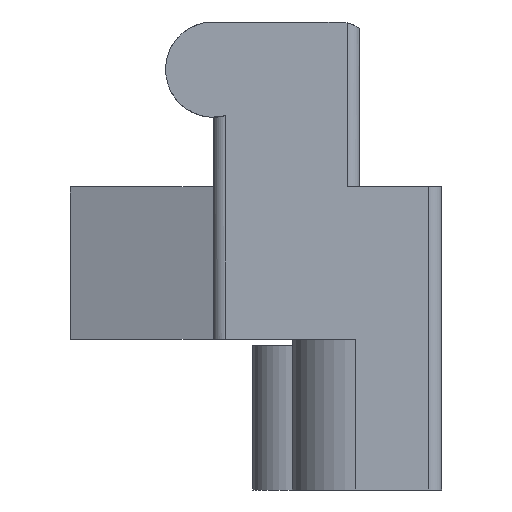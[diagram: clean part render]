
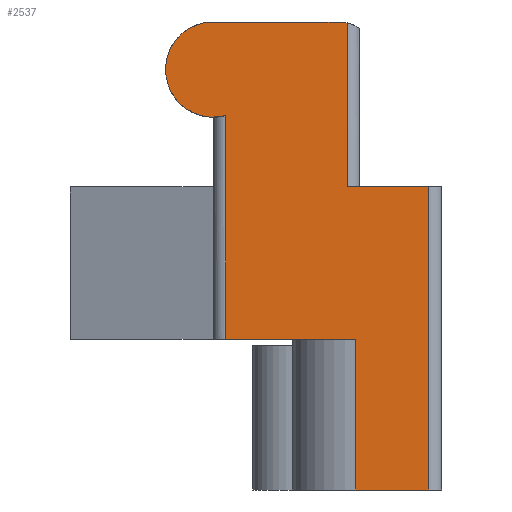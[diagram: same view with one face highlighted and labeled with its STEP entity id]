
A CAD part, left-side view. The second image highlights one B-rep face of the part: STEP entity #2537.
In plain terms, the highlighted planar face has unit normal (-1, 0, 0).
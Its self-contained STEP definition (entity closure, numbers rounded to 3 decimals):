
#12 = ORIENTED_EDGE ( 'NONE', *, *, #1246, .F. ) ;
#58 = CARTESIAN_POINT ( 'NONE',  ( 0., 0.7, 10. ) ) ;
#113 = DIRECTION ( 'NONE',  ( 0., 1., 0. ) ) ;
#249 = ORIENTED_EDGE ( 'NONE', *, *, #2915, .F. ) ;
#336 = VECTOR ( 'NONE', #3396, 1000. ) ;
#339 = CARTESIAN_POINT ( 'NONE',  ( 0., 6.25, -4.75 ) ) ;
#366 = CARTESIAN_POINT ( 'NONE',  ( 0., 7.5, 10. ) ) ;
#381 = DIRECTION ( 'NONE',  ( -1., 0., 0. ) ) ;
#405 = VERTEX_POINT ( 'NONE', #2475 ) ;
#418 = ORIENTED_EDGE ( 'NONE', *, *, #825, .F. ) ;
#479 = AXIS2_PLACEMENT_3D ( 'NONE', #4939, #4916, #671 ) ;
#597 = EDGE_CURVE ( 'NONE', #1823, #405, #3113, .T. ) ;
#671 = DIRECTION ( 'NONE',  ( 0., 0., -1. ) ) ;
#731 = VERTEX_POINT ( 'NONE', #999 ) ;
#817 = ORIENTED_EDGE ( 'NONE', *, *, #2455, .F. ) ;
#825 = EDGE_CURVE ( 'NONE', #1781, #1823, #4334, .T. ) ;
#934 = VECTOR ( 'NONE', #2531, 1000. ) ;
#993 = ORIENTED_EDGE ( 'NONE', *, *, #1177, .T. ) ;
#999 = CARTESIAN_POINT ( 'NONE',  ( 0., 3., 0. ) ) ;
#1050 = LINE ( 'NONE', #3293, #934 ) ;
#1106 = CARTESIAN_POINT ( 'NONE',  ( 0., 3., 0. ) ) ;
#1177 = EDGE_CURVE ( 'NONE', #3099, #731, #1719, .T. ) ;
#1246 = EDGE_CURVE ( 'NONE', #1662, #1922, #2478, .T. ) ;
#1414 = DIRECTION ( 'NONE',  ( 0., 1., 0. ) ) ;
#1432 = DIRECTION ( 'NONE',  ( -1., 0., 0. ) ) ;
#1454 = CARTESIAN_POINT ( 'NONE',  ( 0., 0.7, 4.8 ) ) ;
#1499 = EDGE_CURVE ( 'NONE', #2432, #1662, #3431, .T. ) ;
#1644 = CARTESIAN_POINT ( 'NONE',  ( 0., 0.3, 4.8 ) ) ;
#1662 = VERTEX_POINT ( 'NONE', #4673 ) ;
#1707 = CARTESIAN_POINT ( 'NONE',  ( 0., 3.5, 10. ) ) ;
#1719 = LINE ( 'NONE', #3254, #4286 ) ;
#1781 = VERTEX_POINT ( 'NONE', #1707 ) ;
#1823 = VERTEX_POINT ( 'NONE', #2535 ) ;
#1851 = VECTOR ( 'NONE', #1950, 1000. ) ;
#1922 = VERTEX_POINT ( 'NONE', #3446 ) ;
#1932 = DIRECTION ( 'NONE',  ( 0., -1., 0. ) ) ;
#1934 = DIRECTION ( 'NONE',  ( 0., 0., -1. ) ) ;
#1950 = DIRECTION ( 'NONE',  ( 0., 0., -1. ) ) ;
#2058 = CIRCLE ( 'NONE', #4867, 1.5 ) ;
#2088 = ORIENTED_EDGE ( 'NONE', *, *, #4747, .T. ) ;
#2218 = VERTEX_POINT ( 'NONE', #4211 ) ;
#2239 = LINE ( 'NONE', #1106, #336 ) ;
#2432 = VERTEX_POINT ( 'NONE', #1454 ) ;
#2455 = EDGE_CURVE ( 'NONE', #1922, #731, #2239, .T. ) ;
#2475 = CARTESIAN_POINT ( 'NONE',  ( 0., 3.28, 4.8 ) ) ;
#2478 = LINE ( 'NONE', #339, #3405 ) ;
#2531 = DIRECTION ( 'NONE',  ( 0., 0., 1. ) ) ;
#2535 = CARTESIAN_POINT ( 'NONE',  ( 0., 3.28, 9.975 ) ) ;
#2537 = ADVANCED_FACE ( 'NONE', ( #3343 ), #3319, .T. ) ;
#2596 = CARTESIAN_POINT ( 'NONE',  ( 0., 0., 10. ) ) ;
#2755 = CARTESIAN_POINT ( 'NONE',  ( 0., 3.28, 10. ) ) ;
#2915 = EDGE_CURVE ( 'NONE', #3099, #2218, #1050, .T. ) ;
#2917 = ORIENTED_EDGE ( 'NONE', *, *, #1499, .F. ) ;
#2939 = CARTESIAN_POINT ( 'NONE',  ( 0., 0., 10. ) ) ;
#3058 = AXIS2_PLACEMENT_3D ( 'NONE', #2939, #1432, #4497 ) ;
#3099 = VERTEX_POINT ( 'NONE', #4638 ) ;
#3113 = LINE ( 'NONE', #2755, #1851 ) ;
#3155 = VECTOR ( 'NONE', #1932, 1000. ) ;
#3254 = CARTESIAN_POINT ( 'NONE',  ( 0., 0., 0. ) ) ;
#3293 = CARTESIAN_POINT ( 'NONE',  ( 0., 7.1, 7. ) ) ;
#3319 = PLANE ( 'NONE',  #3058 ) ;
#3343 = FACE_OUTER_BOUND ( 'NONE', #3788, .T. ) ;
#3396 = DIRECTION ( 'NONE',  ( 0., 0., 1. ) ) ;
#3405 = VECTOR ( 'NONE', #1414, 1000. ) ;
#3431 = LINE ( 'NONE', #58, #4726 ) ;
#3446 = CARTESIAN_POINT ( 'NONE',  ( 0., 3., -4.75 ) ) ;
#3788 = EDGE_LOOP ( 'NONE', ( #993, #817, #12, #2917, #2088, #4181, #418, #4265, #4772, #249 ) ) ;
#3907 = DIRECTION ( 'NONE',  ( 0., 0., 1. ) ) ;
#3959 = VECTOR ( 'NONE', #113, 1000. ) ;
#4115 = EDGE_CURVE ( 'NONE', #4613, #2218, #2058, .T. ) ;
#4181 = ORIENTED_EDGE ( 'NONE', *, *, #597, .F. ) ;
#4211 = CARTESIAN_POINT ( 'NONE',  ( 0., 7.1, 7.054 ) ) ;
#4265 = ORIENTED_EDGE ( 'NONE', *, *, #4898, .F. ) ;
#4284 = LINE ( 'NONE', #1644, #3959 ) ;
#4286 = VECTOR ( 'NONE', #4785, 1000. ) ;
#4301 = CARTESIAN_POINT ( 'NONE',  ( 0., 7.5, 8.5 ) ) ;
#4334 = CIRCLE ( 'NONE', #479, 1. ) ;
#4497 = DIRECTION ( 'NONE',  ( 0., 0., -1. ) ) ;
#4613 = VERTEX_POINT ( 'NONE', #366 ) ;
#4628 = LINE ( 'NONE', #2596, #3155 ) ;
#4638 = CARTESIAN_POINT ( 'NONE',  ( 0., 7.1, 0. ) ) ;
#4673 = CARTESIAN_POINT ( 'NONE',  ( 0., 0.7, -4.75 ) ) ;
#4726 = VECTOR ( 'NONE', #1934, 1000. ) ;
#4747 = EDGE_CURVE ( 'NONE', #2432, #405, #4284, .T. ) ;
#4772 = ORIENTED_EDGE ( 'NONE', *, *, #4115, .T. ) ;
#4785 = DIRECTION ( 'NONE',  ( 0., -1., 0. ) ) ;
#4867 = AXIS2_PLACEMENT_3D ( 'NONE', #4301, #381, #3907 ) ;
#4898 = EDGE_CURVE ( 'NONE', #4613, #1781, #4628, .T. ) ;
#4916 = DIRECTION ( 'NONE',  ( 1., 0., 0. ) ) ;
#4939 = CARTESIAN_POINT ( 'NONE',  ( 0., 3.5, 9. ) ) ;
